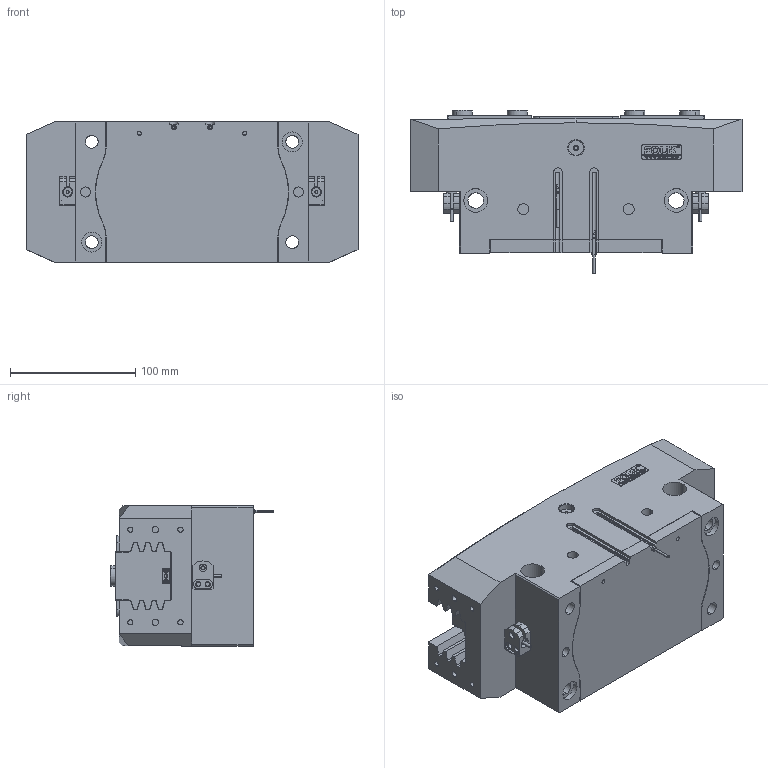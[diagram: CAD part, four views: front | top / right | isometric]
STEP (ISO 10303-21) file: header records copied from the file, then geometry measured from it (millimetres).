
FILE_DESCRIPTION (( 'STEP AP203' ), '1' );
FILE_NAME ('FR113-265.STEP', '2025-01-15T02:04:43', ( 'USER-' ), ( 'Microsoft' ), 'SwSTEP 2.0', 'SolidWorks 2018', '' );
FILE_SCHEMA (( 'CONFIG_CONTROL_DESIGN' ));
Length unit declared in the file: millimetre
Products named in the file (13): FR113-265; ﾏ擎ﾗ16｡ﾁ12｡ﾁ8; 32x12-R2; TRT113-265-M-06 笢猾啣; 羲壽標釱B; 埴翐芛_GB_FASTENER_SCREWS_HSHCS M2X8-N; TRT113-265-M-05菁裔啣; 揤輸杅耀.sldasm-Part-9; 揤輸蚾饜极; TRT113-265-M-01 喘倛褲极; 8-30 換覜ん; 棠羲換覜ん; TRT113-265-M-02 喘倛賑輸
Assembly tree (21 placements, depth 3):
  FR113-265
    TRT113-265-M-01 喘倛褲极
    TRT113-265-M-02 喘倛賑輸  x2
    TRT113-265-M-06 笢猾啣
    TRT113-265-M-05菁裔啣
    羲壽標釱B  x2
    8-30 換覜ん  x2
    棠羲換覜ん  x2
    揤輸蚾饜极  x2
      揤輸杅耀.sldasm-Part-9
      埴翐芛_GB_FASTENER_SCREWS_HSHCS M2X8-N
    32x12-R2
    ﾏ擎ﾗ16｡ﾁ12｡ﾁ8  x4
Bounding box: 265 x 130.46 x 112 mm (x, y, z)
Volume: 2481880.1 mm3; surface area: 311320.7 mm2
Topology: 22 solids, 26 shells, 1373 faces, 3527 edges, 2263 vertices
Faces by surface type: plane 660, cylinder 387, cone 163, bspline 155, torus 8
Entity records: 40350 total; most frequent: CARTESIAN_POINT 12785, ORIENTED_EDGE 5552, DIRECTION 5005, EDGE_CURVE 2776, VERTEX_POINT 1820, LINE 1761, VECTOR 1761, AXIS2_PLACEMENT_3D 1622
